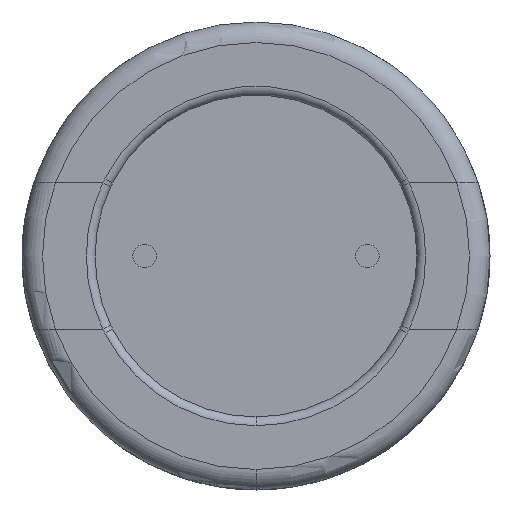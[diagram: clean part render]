
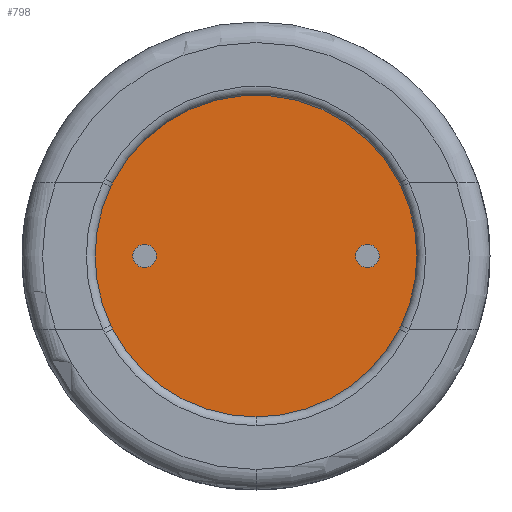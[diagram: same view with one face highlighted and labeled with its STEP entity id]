
A CAD part, front view. The second image highlights one B-rep face of the part: STEP entity #798.
In plain terms, the highlighted planar face has unit normal (0, -1, 0).
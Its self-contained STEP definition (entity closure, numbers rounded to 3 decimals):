
#65 = EDGE_CURVE ( 'NONE', #347, #3158, #1621, .T. ) ;
#86 = AXIS2_PLACEMENT_3D ( 'NONE', #387, #1320, #5243 ) ;
#139 = AXIS2_PLACEMENT_3D ( 'NONE', #5487, #5592, #5526 ) ;
#203 = VERTEX_POINT ( 'NONE', #5794 ) ;
#223 = VERTEX_POINT ( 'NONE', #5681 ) ;
#297 = AXIS2_PLACEMENT_3D ( 'NONE', #4507, #3851, #1377 ) ;
#347 = VERTEX_POINT ( 'NONE', #5171 ) ;
#354 = ORIENTED_EDGE ( 'NONE', *, *, #65, .T. ) ;
#371 = ORIENTED_EDGE ( 'NONE', *, *, #4960, .T. ) ;
#387 = CARTESIAN_POINT ( 'NONE',  ( -3.81, 0.3, 0. ) ) ;
#453 = EDGE_CURVE ( 'NONE', #4911, #203, #2413, .T. ) ;
#503 = AXIS2_PLACEMENT_3D ( 'NONE', #4691, #6045, #5620 ) ;
#619 = CARTESIAN_POINT ( 'NONE',  ( 3.81, 0.3, -0.4 ) ) ;
#624 = ORIENTED_EDGE ( 'NONE', *, *, #1044, .T. ) ;
#635 = DIRECTION ( 'NONE',  ( 0., 0., -1. ) ) ;
#676 = CARTESIAN_POINT ( 'NONE',  ( 0., 0.3, 0. ) ) ;
#701 = CARTESIAN_POINT ( 'NONE',  ( 0., 0.3, 0. ) ) ;
#721 = EDGE_CURVE ( 'NONE', #5470, #1075, #5269, .T. ) ;
#762 = DIRECTION ( 'NONE',  ( 0., -1., 0. ) ) ;
#777 = CARTESIAN_POINT ( 'NONE',  ( -4.899, 0.3, -2.5 ) ) ;
#794 = CIRCLE ( 'NONE', #4853, 5.5 ) ;
#798 = ADVANCED_FACE ( 'NONE', ( #5264, #1504, #936 ), #5378, .T. ) ;
#827 = VERTEX_POINT ( 'NONE', #969 ) ;
#844 = CARTESIAN_POINT ( 'NONE',  ( 4.963, 0.3, 2.371 ) ) ;
#921 = EDGE_LOOP ( 'NONE', ( #2264, #1672 ) ) ;
#933 = AXIS2_PLACEMENT_3D ( 'NONE', #4071, #3604, #5534 ) ;
#936 = FACE_OUTER_BOUND ( 'NONE', #3650, .T. ) ;
#969 = CARTESIAN_POINT ( 'NONE',  ( -4.963, 0.3, 2.371 ) ) ;
#1044 = EDGE_CURVE ( 'NONE', #3158, #2466, #5395, .T. ) ;
#1055 = CIRCLE ( 'NONE', #5804, 5.5 ) ;
#1075 = VERTEX_POINT ( 'NONE', #2615 ) ;
#1113 = CARTESIAN_POINT ( 'NONE',  ( 0., 0.3, 0. ) ) ;
#1146 = AXIS2_PLACEMENT_3D ( 'NONE', #1355, #3301, #4869 ) ;
#1200 = EDGE_CURVE ( 'NONE', #223, #3444, #5304, .T. ) ;
#1269 = VERTEX_POINT ( 'NONE', #777 ) ;
#1285 = DIRECTION ( 'NONE',  ( 0., 0., -1. ) ) ;
#1289 = DIRECTION ( 'NONE',  ( 0., -1., 0. ) ) ;
#1320 = DIRECTION ( 'NONE',  ( 0., -1., 0. ) ) ;
#1345 = ORIENTED_EDGE ( 'NONE', *, *, #2232, .T. ) ;
#1355 = CARTESIAN_POINT ( 'NONE',  ( 0., 0.3, 0. ) ) ;
#1377 = DIRECTION ( 'NONE',  ( 0., 0., -1. ) ) ;
#1504 = FACE_BOUND ( 'NONE', #3901, .T. ) ;
#1599 = VERTEX_POINT ( 'NONE', #4091 ) ;
#1621 = CIRCLE ( 'NONE', #1821, 5.5 ) ;
#1647 = CARTESIAN_POINT ( 'NONE',  ( -4.963, 0.3, -2.371 ) ) ;
#1672 = ORIENTED_EDGE ( 'NONE', *, *, #4804, .F. ) ;
#1821 = AXIS2_PLACEMENT_3D ( 'NONE', #5565, #762, #1285 ) ;
#2050 = ORIENTED_EDGE ( 'NONE', *, *, #721, .T. ) ;
#2129 = VERTEX_POINT ( 'NONE', #1647 ) ;
#2131 = DIRECTION ( 'NONE',  ( 0., 0., -1. ) ) ;
#2148 = EDGE_CURVE ( 'NONE', #827, #2129, #4271, .T. ) ;
#2167 = EDGE_CURVE ( 'NONE', #2129, #1269, #4485, .T. ) ;
#2174 = ORIENTED_EDGE ( 'NONE', *, *, #4721, .F. ) ;
#2179 = CARTESIAN_POINT ( 'NONE',  ( 4.899, 0.3, 2.5 ) ) ;
#2212 = CIRCLE ( 'NONE', #297, 5.5 ) ;
#2223 = CARTESIAN_POINT ( 'NONE',  ( -3.81, 0.3, 0.4 ) ) ;
#2232 = EDGE_CURVE ( 'NONE', #2466, #5470, #1055, .T. ) ;
#2249 = DIRECTION ( 'NONE',  ( 0., -1., 0. ) ) ;
#2264 = ORIENTED_EDGE ( 'NONE', *, *, #1200, .F. ) ;
#2314 = AXIS2_PLACEMENT_3D ( 'NONE', #4466, #2475, #2886 ) ;
#2368 = DIRECTION ( 'NONE',  ( 0., 0., -1. ) ) ;
#2384 = CARTESIAN_POINT ( 'NONE',  ( -3.81, 0.3, 0. ) ) ;
#2413 = CIRCLE ( 'NONE', #4956, 0.4 ) ;
#2466 = VERTEX_POINT ( 'NONE', #844 ) ;
#2475 = DIRECTION ( 'NONE',  ( 0., -1., 0. ) ) ;
#2530 = ORIENTED_EDGE ( 'NONE', *, *, #453, .F. ) ;
#2615 = CARTESIAN_POINT ( 'NONE',  ( -4.899, 0.3, 2.5 ) ) ;
#2627 = CIRCLE ( 'NONE', #2314, 0.4 ) ;
#2646 = DIRECTION ( 'NONE',  ( 0., -1., 0. ) ) ;
#2822 = CARTESIAN_POINT ( 'NONE',  ( 0., 0.3, 0. ) ) ;
#2886 = DIRECTION ( 'NONE',  ( 0., 0., 1. ) ) ;
#3042 = DIRECTION ( 'NONE',  ( 0., -1., 0. ) ) ;
#3131 = AXIS2_PLACEMENT_3D ( 'NONE', #5354, #4261, #2368 ) ;
#3132 = AXIS2_PLACEMENT_3D ( 'NONE', #701, #2646, #3557 ) ;
#3158 = VERTEX_POINT ( 'NONE', #3928 ) ;
#3301 = DIRECTION ( 'NONE',  ( 0., -1., 0. ) ) ;
#3444 = VERTEX_POINT ( 'NONE', #619 ) ;
#3557 = DIRECTION ( 'NONE',  ( 0., 0., -1. ) ) ;
#3604 = DIRECTION ( 'NONE',  ( 0., -1., 0. ) ) ;
#3650 = EDGE_LOOP ( 'NONE', ( #354, #624, #1345, #2050, #4050, #3752, #5115, #3663, #371 ) ) ;
#3663 = ORIENTED_EDGE ( 'NONE', *, *, #5685, .T. ) ;
#3692 = DIRECTION ( 'NONE',  ( 0., 0., -1. ) ) ;
#3752 = ORIENTED_EDGE ( 'NONE', *, *, #2148, .T. ) ;
#3851 = DIRECTION ( 'NONE',  ( 0., -1., 0. ) ) ;
#3901 = EDGE_LOOP ( 'NONE', ( #2530, #2174 ) ) ;
#3928 = CARTESIAN_POINT ( 'NONE',  ( 4.963, 0.3, -2.371 ) ) ;
#4050 = ORIENTED_EDGE ( 'NONE', *, *, #4612, .T. ) ;
#4071 = CARTESIAN_POINT ( 'NONE',  ( 3.81, 0.3, 0. ) ) ;
#4091 = CARTESIAN_POINT ( 'NONE',  ( 0., 0.3, -5.5 ) ) ;
#4261 = DIRECTION ( 'NONE',  ( 0., -1., 0. ) ) ;
#4271 = CIRCLE ( 'NONE', #139, 5.5 ) ;
#4310 = DIRECTION ( 'NONE',  ( 0., -1., 0. ) ) ;
#4466 = CARTESIAN_POINT ( 'NONE',  ( 3.81, 0.3, 0. ) ) ;
#4485 = CIRCLE ( 'NONE', #5799, 5.5 ) ;
#4507 = CARTESIAN_POINT ( 'NONE',  ( 0., 0.3, 0. ) ) ;
#4612 = EDGE_CURVE ( 'NONE', #1075, #827, #794, .T. ) ;
#4691 = CARTESIAN_POINT ( 'NONE',  ( 0., 0.3, 0. ) ) ;
#4721 = EDGE_CURVE ( 'NONE', #203, #4911, #5069, .T. ) ;
#4804 = EDGE_CURVE ( 'NONE', #3444, #223, #2627, .T. ) ;
#4853 = AXIS2_PLACEMENT_3D ( 'NONE', #676, #1289, #2131 ) ;
#4869 = DIRECTION ( 'NONE',  ( 0., 0., -1. ) ) ;
#4911 = VERTEX_POINT ( 'NONE', #2223 ) ;
#4956 = AXIS2_PLACEMENT_3D ( 'NONE', #2384, #4310, #5776 ) ;
#4957 = CIRCLE ( 'NONE', #3132, 5.5 ) ;
#4960 = EDGE_CURVE ( 'NONE', #1599, #347, #4957, .T. ) ;
#5069 = CIRCLE ( 'NONE', #86, 0.4 ) ;
#5115 = ORIENTED_EDGE ( 'NONE', *, *, #2167, .T. ) ;
#5171 = CARTESIAN_POINT ( 'NONE',  ( 4.899, 0.3, -2.5 ) ) ;
#5243 = DIRECTION ( 'NONE',  ( 0., 0., -1. ) ) ;
#5264 = FACE_BOUND ( 'NONE', #921, .T. ) ;
#5269 = CIRCLE ( 'NONE', #503, 5.5 ) ;
#5304 = CIRCLE ( 'NONE', #933, 0.4 ) ;
#5354 = CARTESIAN_POINT ( 'NONE',  ( 0., 0.3, 0. ) ) ;
#5378 = PLANE ( 'NONE',  #3131 ) ;
#5395 = CIRCLE ( 'NONE', #1146, 5.5 ) ;
#5470 = VERTEX_POINT ( 'NONE', #2179 ) ;
#5487 = CARTESIAN_POINT ( 'NONE',  ( 0., 0.3, 0. ) ) ;
#5526 = DIRECTION ( 'NONE',  ( 0., 0., -1. ) ) ;
#5534 = DIRECTION ( 'NONE',  ( 0., 0., 1. ) ) ;
#5565 = CARTESIAN_POINT ( 'NONE',  ( 0., 0.3, 0. ) ) ;
#5592 = DIRECTION ( 'NONE',  ( 0., -1., 0. ) ) ;
#5620 = DIRECTION ( 'NONE',  ( 0., 0., -1. ) ) ;
#5681 = CARTESIAN_POINT ( 'NONE',  ( 3.81, 0.3, 0.4 ) ) ;
#5685 = EDGE_CURVE ( 'NONE', #1269, #1599, #2212, .T. ) ;
#5776 = DIRECTION ( 'NONE',  ( 0., 0., -1. ) ) ;
#5794 = CARTESIAN_POINT ( 'NONE',  ( -3.81, 0.3, -0.4 ) ) ;
#5799 = AXIS2_PLACEMENT_3D ( 'NONE', #1113, #3042, #635 ) ;
#5804 = AXIS2_PLACEMENT_3D ( 'NONE', #2822, #2249, #3692 ) ;
#6045 = DIRECTION ( 'NONE',  ( 0., -1., 0. ) ) ;
